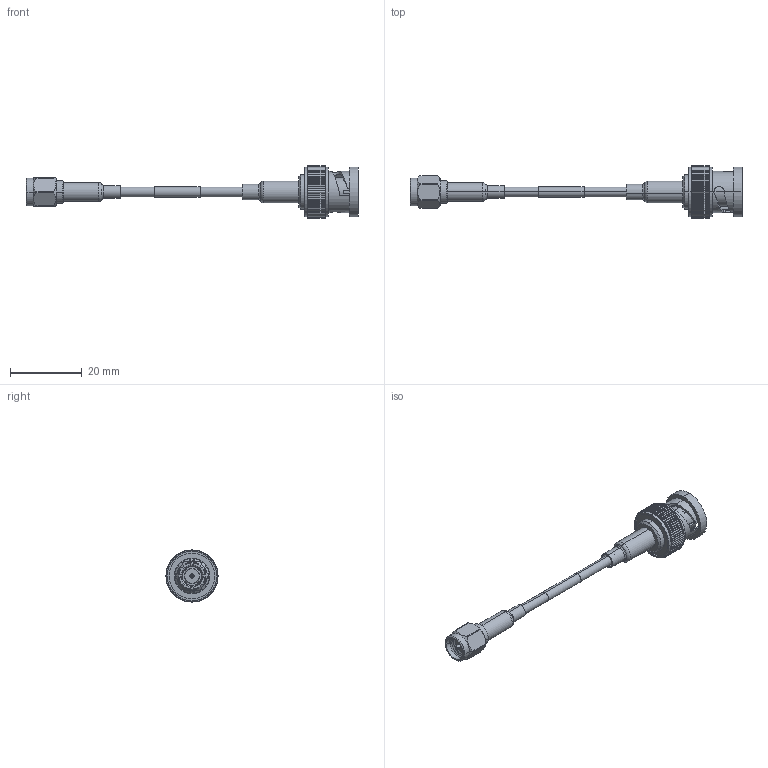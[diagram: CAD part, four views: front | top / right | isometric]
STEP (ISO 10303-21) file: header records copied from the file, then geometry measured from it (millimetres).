
FILE_DESCRIPTION (( 'STEP AP214' ), '1' );
FILE_NAME ('FMCA100069_3D.step', '2024-07-31T22:46:43', ( '' ), ( '' ), 'SwSTEP 2.0', 'SolidWorks 2022', '' );
FILE_SCHEMA (( 'AUTOMOTIVE_DESIGN' ));
Length unit declared in the file: inch
Products named in the file (10): SC7060; FMCA100069_3D; 1AB05-005-MA1_with flange; 1AB05-005-MA2; 1AB05-005-MA3; 1AB05-005-MA4; SC6030; RG188-HEATSHRINK_.75" Long; RG188A-U; RG188-HEATSHRINK_4_.75" Long
Assembly tree (9 placements, depth 3):
  FMCA100069_3D
    RG188A-U
    SC7060
    SC6030
      1AB05-005-MA1_with flange
      1AB05-005-MA3
      1AB05-005-MA2
      1AB05-005-MA4
    RG188-HEATSHRINK_.75" Long
    RG188-HEATSHRINK_4_.75" Long
Bounding box: 92.25 x 14.48 x 14.48 mm (x, y, z)
Volume: 2460.3 mm3; surface area: 5157.5 mm2
Topology: 10 solids, 10 shells, 624 faces, 1652 edges, 1071 vertices
Faces by surface type: plane 283, cylinder 271, cone 41, torus 18, bspline 11
Entity records: 22242 total; most frequent: CARTESIAN_POINT 4968, DIRECTION 3375, ORIENTED_EDGE 3304, EDGE_CURVE 1652, AXIS2_PLACEMENT_3D 1197, VERTEX_POINT 1071, VECTOR 981, LINE 981
